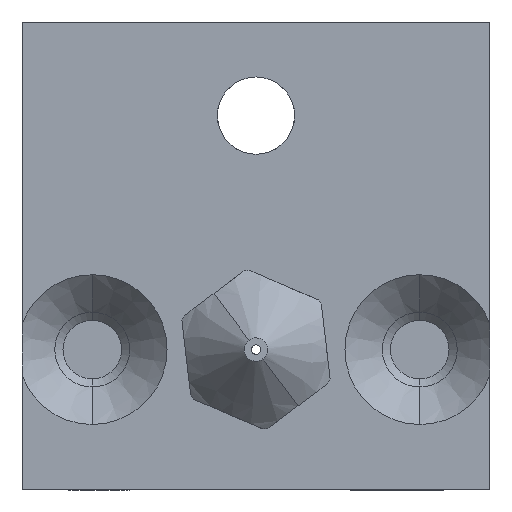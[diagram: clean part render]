
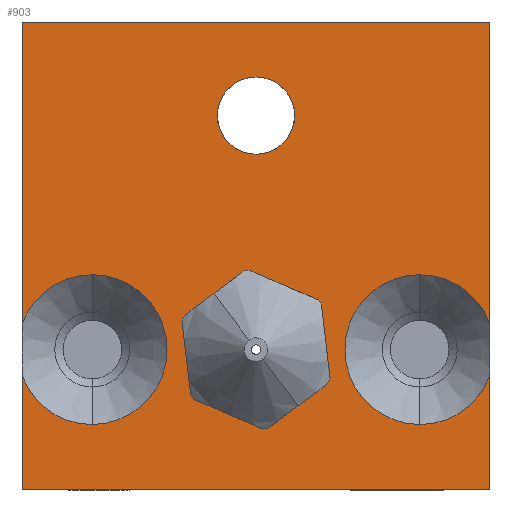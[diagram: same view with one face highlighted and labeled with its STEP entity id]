
A CAD part, front view. The second image highlights one B-rep face of the part: STEP entity #903.
In plain terms, the highlighted planar face has unit normal (0, -1, 0).
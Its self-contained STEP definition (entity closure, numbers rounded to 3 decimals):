
#88 = CIRCLE ( 'NONE', #6598, 3.2 ) ;
#108 = LINE ( 'NONE', #1622, #1113 ) ;
#111 = EDGE_CURVE ( 'NONE', #8184, #5061, #7697, .T. ) ;
#227 = CARTESIAN_POINT ( 'NONE',  ( 7., -5., -4. ) ) ;
#237 = DIRECTION ( 'NONE',  ( 0., 0., 1. ) ) ;
#320 = VECTOR ( 'NONE', #6911, 1000. ) ;
#428 = FACE_BOUND ( 'NONE', #8816, .T. ) ;
#554 = EDGE_CURVE ( 'NONE', #6648, #7689, #1334, .T. ) ;
#559 = VERTEX_POINT ( 'NONE', #9080 ) ;
#608 = CARTESIAN_POINT ( 'NONE',  ( 0., -5., -4. ) ) ;
#685 = ORIENTED_EDGE ( 'NONE', *, *, #2801, .F. ) ;
#828 = EDGE_CURVE ( 'NONE', #3003, #4014, #8901, .T. ) ;
#903 = ADVANCED_FACE ( 'NONE', ( #8284, #428, #8336 ), #1850, .F. ) ;
#999 = DIRECTION ( 'NONE',  ( 0., 0., -1. ) ) ;
#1097 = CARTESIAN_POINT ( 'NONE',  ( 10., -5., -10. ) ) ;
#1113 = VECTOR ( 'NONE', #6698, 1000. ) ;
#1127 = DIRECTION ( 'NONE',  ( 0., 0., -1. ) ) ;
#1141 = DIRECTION ( 'NONE',  ( 0., 0., -1. ) ) ;
#1186 = CARTESIAN_POINT ( 'NONE',  ( 7., -5., -4. ) ) ;
#1301 = AXIS2_PLACEMENT_3D ( 'NONE', #4886, #7615, #1127 ) ;
#1302 = ORIENTED_EDGE ( 'NONE', *, *, #8131, .F. ) ;
#1334 = CIRCLE ( 'NONE', #3597, 3.2 ) ;
#1468 = CARTESIAN_POINT ( 'NONE',  ( 0., -5., -6.5 ) ) ;
#1613 = CARTESIAN_POINT ( 'NONE',  ( 0., -5., -4. ) ) ;
#1622 = CARTESIAN_POINT ( 'NONE',  ( 10., -5., 10. ) ) ;
#1636 = AXIS2_PLACEMENT_3D ( 'NONE', #2002, #2750, #5662 ) ;
#1673 = ORIENTED_EDGE ( 'NONE', *, *, #3644, .F. ) ;
#1773 = ORIENTED_EDGE ( 'NONE', *, *, #3001, .T. ) ;
#1781 = CARTESIAN_POINT ( 'NONE',  ( 7., -5., -0.8 ) ) ;
#1822 = VERTEX_POINT ( 'NONE', #8707 ) ;
#1850 = PLANE ( 'NONE',  #2554 ) ;
#1959 = CARTESIAN_POINT ( 'NONE',  ( 0., -5., 6. ) ) ;
#2002 = CARTESIAN_POINT ( 'NONE',  ( -7., -5., -4. ) ) ;
#2046 = ORIENTED_EDGE ( 'NONE', *, *, #2640, .F. ) ;
#2095 = AXIS2_PLACEMENT_3D ( 'NONE', #1613, #4511, #6686 ) ;
#2096 = DIRECTION ( 'NONE',  ( 0., 0., 1. ) ) ;
#2100 = CARTESIAN_POINT ( 'NONE',  ( -10., -5., -2.886 ) ) ;
#2306 = VECTOR ( 'NONE', #4146, 1000. ) ;
#2336 = CARTESIAN_POINT ( 'NONE',  ( -7., -5., -4. ) ) ;
#2472 = CARTESIAN_POINT ( 'NONE',  ( -7., -5., -0.8 ) ) ;
#2481 = VERTEX_POINT ( 'NONE', #6694 ) ;
#2550 = CIRCLE ( 'NONE', #1636, 3.2 ) ;
#2554 = AXIS2_PLACEMENT_3D ( 'NONE', #7477, #6735, #237 ) ;
#2640 = EDGE_CURVE ( 'NONE', #4014, #6648, #88, .T. ) ;
#2668 = AXIS2_PLACEMENT_3D ( 'NONE', #2336, #6796, #999 ) ;
#2750 = DIRECTION ( 'NONE',  ( 0., -1., 0. ) ) ;
#2773 = CARTESIAN_POINT ( 'NONE',  ( 10., -5., 10. ) ) ;
#2801 = EDGE_CURVE ( 'NONE', #2481, #3003, #4876, .T. ) ;
#2803 = DIRECTION ( 'NONE',  ( 0., 1., 0. ) ) ;
#2845 = DIRECTION ( 'NONE',  ( 0., 0., 1. ) ) ;
#2866 = AXIS2_PLACEMENT_3D ( 'NONE', #608, #7772, #7728 ) ;
#2894 = CARTESIAN_POINT ( 'NONE',  ( -10., -5., 10. ) ) ;
#2942 = CARTESIAN_POINT ( 'NONE',  ( 10., -5., -10. ) ) ;
#3001 = EDGE_CURVE ( 'NONE', #5171, #8824, #8470, .T. ) ;
#3003 = VERTEX_POINT ( 'NONE', #9203 ) ;
#3212 = EDGE_CURVE ( 'NONE', #5061, #8184, #5004, .T. ) ;
#3369 = DIRECTION ( 'NONE',  ( -1., 0., 0. ) ) ;
#3597 = AXIS2_PLACEMENT_3D ( 'NONE', #227, #5395, #8887 ) ;
#3644 = EDGE_CURVE ( 'NONE', #1822, #7407, #7504, .T. ) ;
#3861 = ORIENTED_EDGE ( 'NONE', *, *, #4177, .T. ) ;
#4014 = VERTEX_POINT ( 'NONE', #1781 ) ;
#4146 = DIRECTION ( 'NONE',  ( 1., 0., 0. ) ) ;
#4177 = EDGE_CURVE ( 'NONE', #8824, #5171, #7068, .T. ) ;
#4272 = VECTOR ( 'NONE', #2845, 1000. ) ;
#4386 = EDGE_CURVE ( 'NONE', #5966, #7639, #8559, .T. ) ;
#4452 = ORIENTED_EDGE ( 'NONE', *, *, #8763, .F. ) ;
#4511 = DIRECTION ( 'NONE',  ( 0., 1., 0. ) ) ;
#4725 = VERTEX_POINT ( 'NONE', #2942 ) ;
#4736 = CARTESIAN_POINT ( 'NONE',  ( 0., -5., 7.65 ) ) ;
#4774 = CARTESIAN_POINT ( 'NONE',  ( -10., -5., 10. ) ) ;
#4792 = CARTESIAN_POINT ( 'NONE',  ( 7., -5., -7.2 ) ) ;
#4799 = AXIS2_PLACEMENT_3D ( 'NONE', #6377, #5101, #5629 ) ;
#4876 = LINE ( 'NONE', #2773, #6497 ) ;
#4886 = CARTESIAN_POINT ( 'NONE',  ( -7., -5., -4. ) ) ;
#4901 = CARTESIAN_POINT ( 'NONE',  ( 10., -5., 10. ) ) ;
#4925 = DIRECTION ( 'NONE',  ( 0., 0., -1. ) ) ;
#4981 = ORIENTED_EDGE ( 'NONE', *, *, #111, .T. ) ;
#5004 = CIRCLE ( 'NONE', #2866, 2.5 ) ;
#5061 = VERTEX_POINT ( 'NONE', #6812 ) ;
#5101 = DIRECTION ( 'NONE',  ( 0., 1., 0. ) ) ;
#5131 = CARTESIAN_POINT ( 'NONE',  ( 7., -5., -4. ) ) ;
#5171 = VERTEX_POINT ( 'NONE', #4736 ) ;
#5210 = VECTOR ( 'NONE', #3369, 1000. ) ;
#5288 = ORIENTED_EDGE ( 'NONE', *, *, #828, .F. ) ;
#5395 = DIRECTION ( 'NONE',  ( 0., -1., 0. ) ) ;
#5551 = VERTEX_POINT ( 'NONE', #4774 ) ;
#5629 = DIRECTION ( 'NONE',  ( 0., 0., 1. ) ) ;
#5662 = DIRECTION ( 'NONE',  ( 0., 0., -1. ) ) ;
#5853 = EDGE_CURVE ( 'NONE', #7689, #4725, #108, .T. ) ;
#5927 = ORIENTED_EDGE ( 'NONE', *, *, #5958, .F. ) ;
#5958 = EDGE_CURVE ( 'NONE', #4725, #559, #6087, .T. ) ;
#5966 = VERTEX_POINT ( 'NONE', #2472 ) ;
#6050 = ORIENTED_EDGE ( 'NONE', *, *, #4386, .F. ) ;
#6087 = LINE ( 'NONE', #1097, #5210 ) ;
#6377 = CARTESIAN_POINT ( 'NONE',  ( 0., -5., 6. ) ) ;
#6497 = VECTOR ( 'NONE', #4925, 1000. ) ;
#6558 = EDGE_LOOP ( 'NONE', ( #7988, #7980, #2046, #5288, #685, #1302, #7110, #6050, #4452, #1673, #7281, #5927 ) ) ;
#6598 = AXIS2_PLACEMENT_3D ( 'NONE', #1186, #6832, #1141 ) ;
#6648 = VERTEX_POINT ( 'NONE', #4792 ) ;
#6686 = DIRECTION ( 'NONE',  ( 0., 0., 1. ) ) ;
#6694 = CARTESIAN_POINT ( 'NONE',  ( 10., -5., 10. ) ) ;
#6698 = DIRECTION ( 'NONE',  ( 0., 0., -1. ) ) ;
#6735 = DIRECTION ( 'NONE',  ( 0., 1., 0. ) ) ;
#6796 = DIRECTION ( 'NONE',  ( 0., -1., 0. ) ) ;
#6812 = CARTESIAN_POINT ( 'NONE',  ( 0., -5., -1.5 ) ) ;
#6832 = DIRECTION ( 'NONE',  ( 0., -1., 0. ) ) ;
#6911 = DIRECTION ( 'NONE',  ( 0., 0., 1. ) ) ;
#7008 = EDGE_LOOP ( 'NONE', ( #8400, #4981 ) ) ;
#7068 = CIRCLE ( 'NONE', #4799, 1.65 ) ;
#7110 = ORIENTED_EDGE ( 'NONE', *, *, #7626, .F. ) ;
#7162 = LINE ( 'NONE', #4901, #2306 ) ;
#7171 = LINE ( 'NONE', #2894, #4272 ) ;
#7252 = DIRECTION ( 'NONE',  ( 0., 0., -1. ) ) ;
#7262 = EDGE_CURVE ( 'NONE', #559, #1822, #8315, .T. ) ;
#7281 = ORIENTED_EDGE ( 'NONE', *, *, #7262, .F. ) ;
#7407 = VERTEX_POINT ( 'NONE', #8211 ) ;
#7477 = CARTESIAN_POINT ( 'NONE',  ( 0., -5., 0. ) ) ;
#7504 = CIRCLE ( 'NONE', #1301, 3.2 ) ;
#7607 = CARTESIAN_POINT ( 'NONE',  ( -10., -5., 10. ) ) ;
#7615 = DIRECTION ( 'NONE',  ( 0., -1., 0. ) ) ;
#7626 = EDGE_CURVE ( 'NONE', #7639, #5551, #7171, .T. ) ;
#7639 = VERTEX_POINT ( 'NONE', #2100 ) ;
#7689 = VERTEX_POINT ( 'NONE', #9338 ) ;
#7697 = CIRCLE ( 'NONE', #2095, 2.5 ) ;
#7728 = DIRECTION ( 'NONE',  ( 0., 0., 1. ) ) ;
#7772 = DIRECTION ( 'NONE',  ( 0., 1., 0. ) ) ;
#7980 = ORIENTED_EDGE ( 'NONE', *, *, #554, .F. ) ;
#7988 = ORIENTED_EDGE ( 'NONE', *, *, #5853, .F. ) ;
#8057 = DIRECTION ( 'NONE',  ( 0., -1., 0. ) ) ;
#8131 = EDGE_CURVE ( 'NONE', #5551, #2481, #7162, .T. ) ;
#8184 = VERTEX_POINT ( 'NONE', #1468 ) ;
#8211 = CARTESIAN_POINT ( 'NONE',  ( -7., -5., -7.2 ) ) ;
#8284 = FACE_BOUND ( 'NONE', #7008, .T. ) ;
#8315 = LINE ( 'NONE', #7607, #320 ) ;
#8336 = FACE_OUTER_BOUND ( 'NONE', #6558, .T. ) ;
#8400 = ORIENTED_EDGE ( 'NONE', *, *, #3212, .T. ) ;
#8455 = AXIS2_PLACEMENT_3D ( 'NONE', #5131, #8057, #7252 ) ;
#8470 = CIRCLE ( 'NONE', #8911, 1.65 ) ;
#8559 = CIRCLE ( 'NONE', #2668, 3.2 ) ;
#8707 = CARTESIAN_POINT ( 'NONE',  ( -10., -5., -5.114 ) ) ;
#8763 = EDGE_CURVE ( 'NONE', #7407, #5966, #2550, .T. ) ;
#8816 = EDGE_LOOP ( 'NONE', ( #1773, #3861 ) ) ;
#8824 = VERTEX_POINT ( 'NONE', #8847 ) ;
#8847 = CARTESIAN_POINT ( 'NONE',  ( 0., -5., 4.35 ) ) ;
#8887 = DIRECTION ( 'NONE',  ( 0., 0., -1. ) ) ;
#8901 = CIRCLE ( 'NONE', #8455, 3.2 ) ;
#8911 = AXIS2_PLACEMENT_3D ( 'NONE', #1959, #2803, #2096 ) ;
#9080 = CARTESIAN_POINT ( 'NONE',  ( -10., -5., -10. ) ) ;
#9203 = CARTESIAN_POINT ( 'NONE',  ( 10., -5., -2.886 ) ) ;
#9338 = CARTESIAN_POINT ( 'NONE',  ( 10., -5., -5.114 ) ) ;
